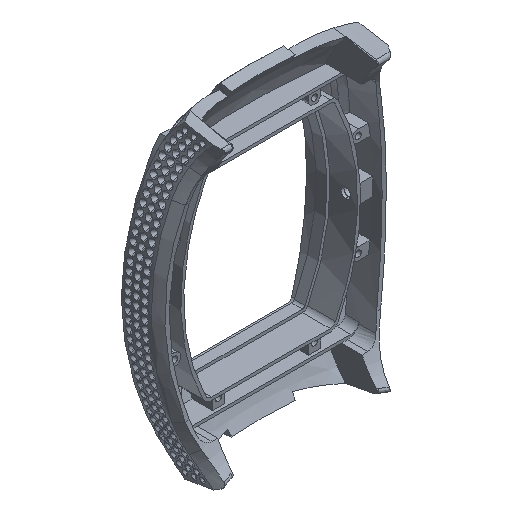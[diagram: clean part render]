
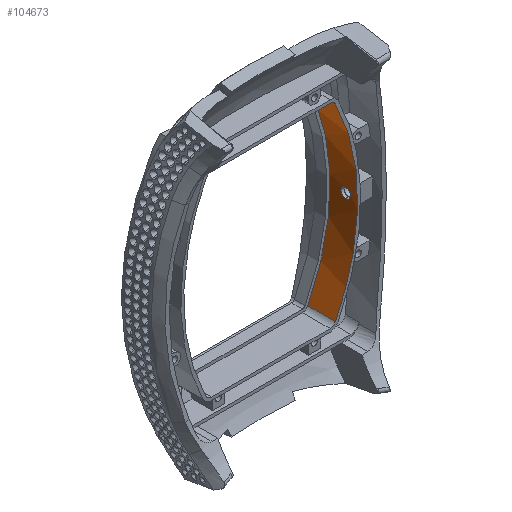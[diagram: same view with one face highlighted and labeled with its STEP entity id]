
A CAD part, isometric view. The second image highlights one B-rep face of the part: STEP entity #104673.
In plain terms, the highlighted free-form (B-spline) face has degree [2, 1] with [3, 2] control points.
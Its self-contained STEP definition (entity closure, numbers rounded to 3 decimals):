
#104607 = EDGE_CURVE('',#104608,#104610,#104612,.T.);
#104608 = VERTEX_POINT('',#104609);
#104609 = CARTESIAN_POINT('',(14.958,-11.972,
    21.779));
#104610 = VERTEX_POINT('',#104611);
#104611 = CARTESIAN_POINT('',(14.958,-11.972,
    -21.779));
#104612 = ( BOUNDED_CURVE() B_SPLINE_CURVE(2,(#104613,#104614,#104615),
.UNSPECIFIED.,.F.,.F.) B_SPLINE_CURVE_WITH_KNOTS((3,3),(0.,
0.93),.PIECEWISE_BEZIER_KNOTS.) CURVE() 
GEOMETRIC_REPRESENTATION_ITEM() RATIONAL_B_SPLINE_CURVE((1.,
0.894,1.)) REPRESENTATION_ITEM('') );
#104613 = CARTESIAN_POINT('',(14.958,-11.972,
    21.779));
#104614 = CARTESIAN_POINT('',(25.888,-11.972,
    0.));
#104615 = CARTESIAN_POINT('',(14.958,-11.972,
    -21.779));
#104673 = ADVANCED_FACE('',(#104674,#104697),#104735,.F.);
#104674 = FACE_BOUND('',#104675,.F.);
#104675 = EDGE_LOOP('',(#104676,#104686,#104691,#104692));
#104676 = ORIENTED_EDGE('',*,*,#104677,.T.);
#104677 = EDGE_CURVE('',#104678,#104680,#104682,.T.);
#104678 = VERTEX_POINT('',#104679);
#104679 = CARTESIAN_POINT('',(14.958,-5.59,
    -21.779));
#104680 = VERTEX_POINT('',#104681);
#104681 = CARTESIAN_POINT('',(14.958,-5.59,
    21.779));
#104682 = ( BOUNDED_CURVE() B_SPLINE_CURVE(2,(#104683,#104684,#104685),
.UNSPECIFIED.,.F.,.F.) B_SPLINE_CURVE_WITH_KNOTS((3,3),(0.,
0.93),.PIECEWISE_BEZIER_KNOTS.) CURVE() 
GEOMETRIC_REPRESENTATION_ITEM() RATIONAL_B_SPLINE_CURVE((1.,
0.894,1.)) REPRESENTATION_ITEM('') );
#104683 = CARTESIAN_POINT('',(14.958,-5.59,
    -21.779));
#104684 = CARTESIAN_POINT('',(25.888,-5.59,
    0.));
#104685 = CARTESIAN_POINT('',(14.958,-5.59,
    21.779));
#104686 = ORIENTED_EDGE('',*,*,#104687,.F.);
#104687 = EDGE_CURVE('',#104608,#104680,#104688,.T.);
#104688 = B_SPLINE_CURVE_WITH_KNOTS('',1,(#104689,#104690),
  .UNSPECIFIED.,.F.,.F.,(2,2),(0.,4.6),.PIECEWISE_BEZIER_KNOTS.);
#104689 = CARTESIAN_POINT('',(14.958,-11.972,
    21.779));
#104690 = CARTESIAN_POINT('',(14.958,-5.59,
    21.779));
#104691 = ORIENTED_EDGE('',*,*,#104607,.T.);
#104692 = ORIENTED_EDGE('',*,*,#104693,.T.);
#104693 = EDGE_CURVE('',#104610,#104678,#104694,.T.);
#104694 = B_SPLINE_CURVE_WITH_KNOTS('',1,(#104695,#104696),
  .UNSPECIFIED.,.F.,.F.,(2,2),(0.,4.6),.PIECEWISE_BEZIER_KNOTS.);
#104695 = CARTESIAN_POINT('',(14.958,-11.972,
    -21.779));
#104696 = CARTESIAN_POINT('',(14.958,-5.59,
    -21.779));
#104697 = FACE_BOUND('',#104698,.F.);
#104698 = EDGE_LOOP('',(#104699,#104719));
#104699 = ORIENTED_EDGE('',*,*,#104700,.F.);
#104700 = EDGE_CURVE('',#104701,#104703,#104705,.T.);
#104701 = VERTEX_POINT('',#104702);
#104702 = CARTESIAN_POINT('',(20.104,-9.197,
    1.11));
#104703 = VERTEX_POINT('',#104704);
#104704 = CARTESIAN_POINT('',(20.104,-9.197,
    -1.11));
#104705 = B_SPLINE_CURVE_WITH_KNOTS('',3,(#104706,#104707,#104708,
    #104709,#104710,#104711,#104712,#104713,#104714,#104715,#104716,
    #104717,#104718),.UNSPECIFIED.,.F.,.F.,(4,1,1,1,1,1,1,1,1,1,4),(0.,
    0.1,0.2,0.3,0.4,0.5,0.6,0.7,0.8,0.9,1.),.QUASI_UNIFORM_KNOTS.);
#104706 = CARTESIAN_POINT('',(20.104,-9.197,
    1.11));
#104707 = CARTESIAN_POINT('',(20.104,-9.316,
    1.11));
#104708 = CARTESIAN_POINT('',(20.105,-9.541,
    1.074));
#104709 = CARTESIAN_POINT('',(20.108,-9.857,
    0.916));
#104710 = CARTESIAN_POINT('',(20.112,-10.108,
    0.665));
#104711 = CARTESIAN_POINT('',(20.116,-10.269,
    0.352));
#104712 = CARTESIAN_POINT('',(20.117,-10.325,
    0.002));
#104713 = CARTESIAN_POINT('',(20.116,-10.271,
    -0.346));
#104714 = CARTESIAN_POINT('',(20.112,-10.109,
    -0.665));
#104715 = CARTESIAN_POINT('',(20.108,-9.861,
    -0.913));
#104716 = CARTESIAN_POINT('',(20.105,-9.541,
    -1.074));
#104717 = CARTESIAN_POINT('',(20.104,-9.316,
    -1.11));
#104718 = CARTESIAN_POINT('',(20.104,-9.197,
    -1.11));
#104719 = ORIENTED_EDGE('',*,*,#104720,.F.);
#104720 = EDGE_CURVE('',#104703,#104701,#104721,.T.);
#104721 = B_SPLINE_CURVE_WITH_KNOTS('',3,(#104722,#104723,#104724,
    #104725,#104726,#104727,#104728,#104729,#104730,#104731,#104732,
    #104733,#104734),.UNSPECIFIED.,.F.,.F.,(4,1,1,1,1,1,1,1,1,1,4),(0.,
    0.1,0.2,0.3,0.4,0.5,0.6,0.7,0.8,0.9,1.),.QUASI_UNIFORM_KNOTS.);
#104722 = CARTESIAN_POINT('',(20.104,-9.197,
    -1.11));
#104723 = CARTESIAN_POINT('',(20.104,-9.078,
    -1.11));
#104724 = CARTESIAN_POINT('',(20.105,-8.853,
    -1.074));
#104725 = CARTESIAN_POINT('',(20.108,-8.537,
    -0.916));
#104726 = CARTESIAN_POINT('',(20.112,-8.286,
    -0.665));
#104727 = CARTESIAN_POINT('',(20.116,-8.125,
    -0.352));
#104728 = CARTESIAN_POINT('',(20.117,-8.069,
    -0.002));
#104729 = CARTESIAN_POINT('',(20.116,-8.123,
    0.346));
#104730 = CARTESIAN_POINT('',(20.112,-8.285,
    0.665));
#104731 = CARTESIAN_POINT('',(20.108,-8.533,
    0.913));
#104732 = CARTESIAN_POINT('',(20.105,-8.853,
    1.074));
#104733 = CARTESIAN_POINT('',(20.104,-9.078,
    1.11));
#104734 = CARTESIAN_POINT('',(20.104,-9.197,
    1.11));
#104735 = ( BOUNDED_SURFACE() B_SPLINE_SURFACE(2,1,(
    (#104736,#104737)
    ,(#104738,#104739)
    ,(#104740,#104741
)),.UNSPECIFIED.,.F.,.F.,.F.) B_SPLINE_SURFACE_WITH_KNOTS((3,3),(2,2),(
    1.106,2.036),(-4.4,0.2),.PIECEWISE_BEZIER_KNOTS.) 
GEOMETRIC_REPRESENTATION_ITEM() RATIONAL_B_SPLINE_SURFACE((
    (1.,1.)
    ,(0.894,0.894)
,(1.,1.))) REPRESENTATION_ITEM('') SURFACE() );
#104736 = CARTESIAN_POINT('',(14.958,-5.59,
    -21.779));
#104737 = CARTESIAN_POINT('',(14.958,-11.972,
    -21.779));
#104738 = CARTESIAN_POINT('',(25.888,-5.59,
    0.));
#104739 = CARTESIAN_POINT('',(25.888,-11.972,
    0.));
#104740 = CARTESIAN_POINT('',(14.958,-5.59,
    21.779));
#104741 = CARTESIAN_POINT('',(14.958,-11.972,
    21.779));
